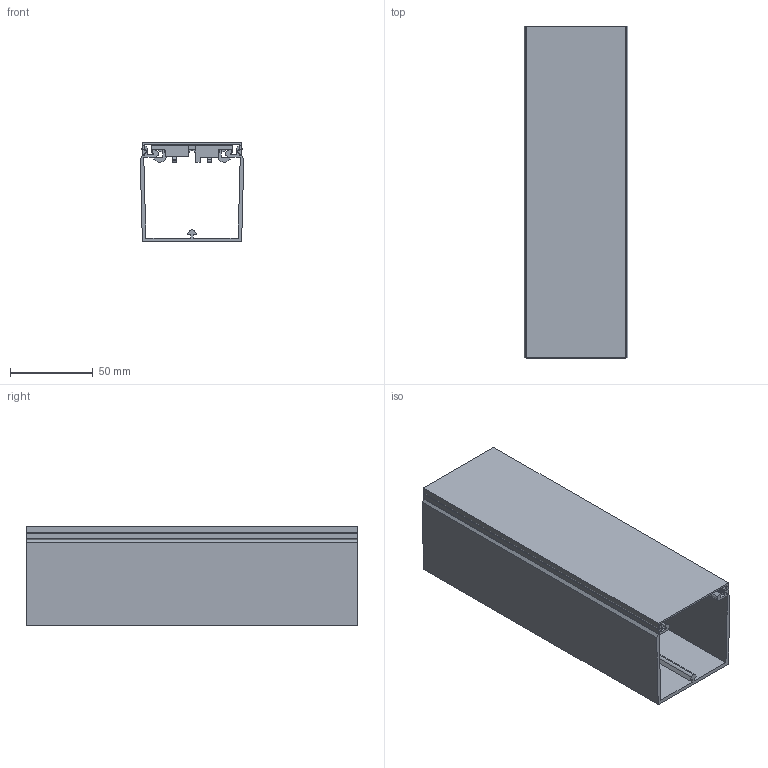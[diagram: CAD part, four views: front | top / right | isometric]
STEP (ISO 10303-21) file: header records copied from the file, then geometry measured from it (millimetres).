
FILE_DESCRIPTION (( 'STEP AP214' ), '1' );
FILE_NAME ('6025668.stp', '2016-08-09T07:06:32', ( '' ), ( '' ), 'SwSTEP 2.0', 'SolidWorks 2014', '' );
FILE_SCHEMA (( 'AUTOMOTIVE_DESIGN' ));
Length unit declared in the file: millimetre
Products named in the file (4): Deckelklammer; 6025668; Oberteil; Kanal-U-Teil
Assembly tree (3 placements, depth 2):
  6025668
    Deckelklammer
    Kanal-U-Teil
    Oberteil
Bounding box: 62.48 x 200 x 60 mm (x, y, z)
Volume: 109646.9 mm3; surface area: 117442.4 mm2
Topology: 3 solids, 5 shells, 224 faces, 638 edges, 423 vertices
Faces by surface type: plane 166, cylinder 56, bspline 2
Entity records: 9887 total; most frequent: CARTESIAN_POINT 1362, ORIENTED_EDGE 1276, DIRECTION 1185, EDGE_CURVE 638, VECTOR 521, LINE 521, VERTEX_POINT 423, AXIS2_PLACEMENT_3D 332
